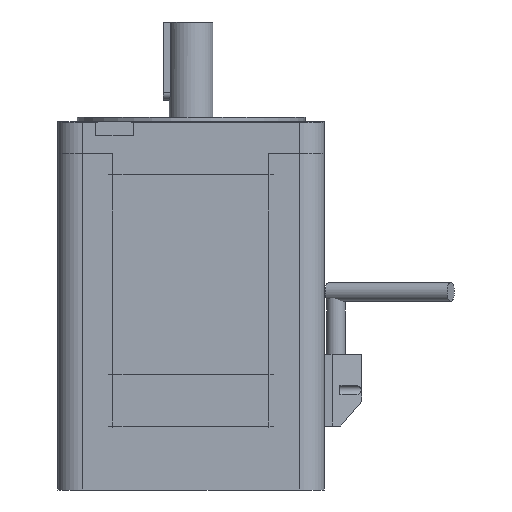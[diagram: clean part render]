
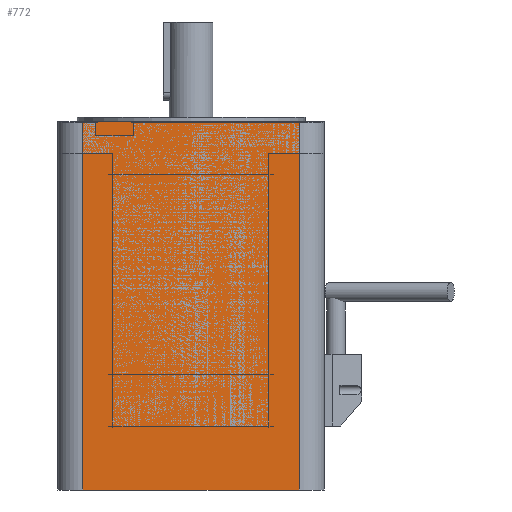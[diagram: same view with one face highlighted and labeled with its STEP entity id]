
A CAD part, left-side view. The second image highlights one B-rep face of the part: STEP entity #772.
In plain terms, the highlighted planar face has unit normal (-1, 0, 0).
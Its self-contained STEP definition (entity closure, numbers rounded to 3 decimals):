
#772=ADVANCED_FACE('',(#1174),#1045,.F.);
#1045=PLANE('',#4805);
#1174=FACE_OUTER_BOUND('',#1370,.T.);
#1370=EDGE_LOOP('',(#1757,#1758,#1759,#1760));
#1757=ORIENTED_EDGE('',*,*,#3464,.T.);
#1758=ORIENTED_EDGE('',*,*,#3465,.F.);
#1759=ORIENTED_EDGE('',*,*,#3466,.F.);
#1760=ORIENTED_EDGE('',*,*,#3467,.T.);
#3021=VERTEX_POINT('',#6813);
#3022=VERTEX_POINT('',#6814);
#3023=VERTEX_POINT('',#6816);
#3024=VERTEX_POINT('',#6818);
#3464=EDGE_CURVE('',#3021,#3022,#4096,.T.);
#3465=EDGE_CURVE('',#3023,#3022,#4097,.T.);
#3466=EDGE_CURVE('',#3024,#3023,#4098,.T.);
#3467=EDGE_CURVE('',#3024,#3021,#4099,.T.);
#4096=LINE('',#6812,#4450);
#4097=LINE('',#6815,#4451);
#4098=LINE('',#6817,#4452);
#4099=LINE('',#6819,#4453);
#4450=VECTOR('',#5357,1.);
#4451=VECTOR('',#5358,1.);
#4452=VECTOR('',#5359,1.);
#4453=VECTOR('',#5360,1.);
#4805=AXIS2_PLACEMENT_3D('',#6820,#5361,#5362);
#5357=DIRECTION('',(0.,1.,0.));
#5358=DIRECTION('',(0.,0.,1.));
#5359=DIRECTION('',(0.,1.,0.));
#5360=DIRECTION('',(0.,0.,1.));
#5361=DIRECTION('',(1.,0.,0.));
#5362=DIRECTION('',(0.,0.,-1.));
#6812=CARTESIAN_POINT('',(-42.75,-34.69,0.));
#6813=CARTESIAN_POINT('',(-42.75,-34.69,0.));
#6814=CARTESIAN_POINT('',(-42.75,34.81,0.));
#6815=CARTESIAN_POINT('',(-42.75,34.81,-118.));
#6816=CARTESIAN_POINT('',(-42.75,34.81,-118.));
#6817=CARTESIAN_POINT('',(-42.75,-34.69,-118.));
#6818=CARTESIAN_POINT('',(-42.75,-34.69,-118.));
#6819=CARTESIAN_POINT('',(-42.75,-34.69,-118.));
#6820=CARTESIAN_POINT('',(-42.75,-34.69,-118.));
